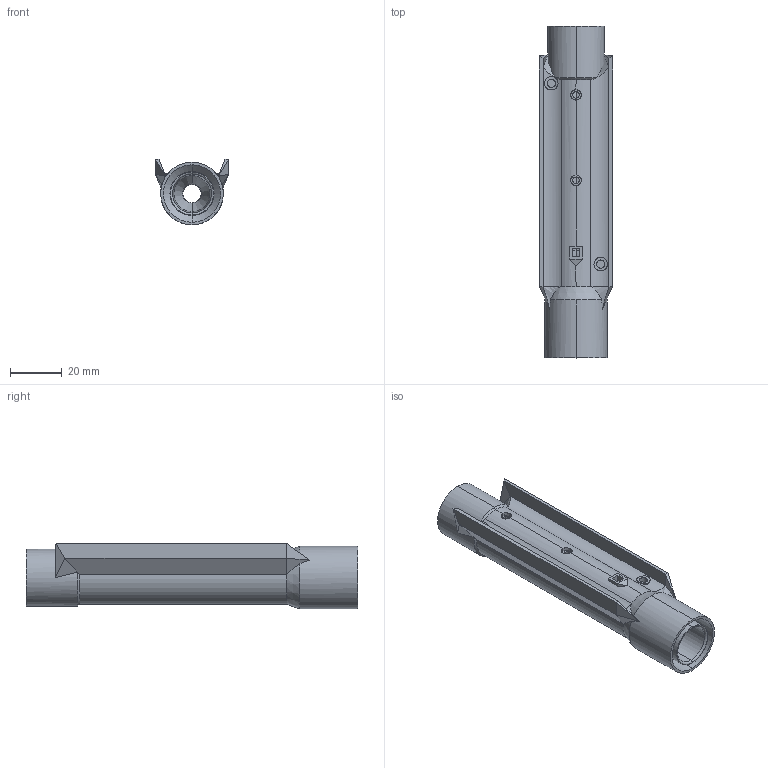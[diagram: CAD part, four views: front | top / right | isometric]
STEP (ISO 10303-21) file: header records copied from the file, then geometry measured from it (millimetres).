
FILE_DESCRIPTION (( 'STEP AP203' ), '1' );
FILE_NAME ('venturi_design_ver207-1.STEP', '2020-04-04T23:20:13', ( '' ), ( '' ), 'SwSTEP 2.0', 'SolidWorks 2018', '' );
FILE_SCHEMA (( 'CONFIG_CONTROL_DESIGN' ));
Length unit declared in the file: millimetre
Products named in the file (2): venturi_design_ver207-1
Bounding box: 28.3 x 128.24 x 25.4 mm (x, y, z)
Volume: 28796.4 mm3; surface area: 21095.3 mm2
Topology: 1 solids, 1 shells, 127 faces, 315 edges, 178 vertices
Faces by surface type: plane 42, cylinder 33, bspline 22, cone 22, torus 8
Entity records: 4637 total; most frequent: CARTESIAN_POINT 1724, ORIENTED_EDGE 602, DIRECTION 526, EDGE_CURVE 301, AXIS2_PLACEMENT_3D 194, VERTEX_POINT 178, VECTOR 138, LINE 138
